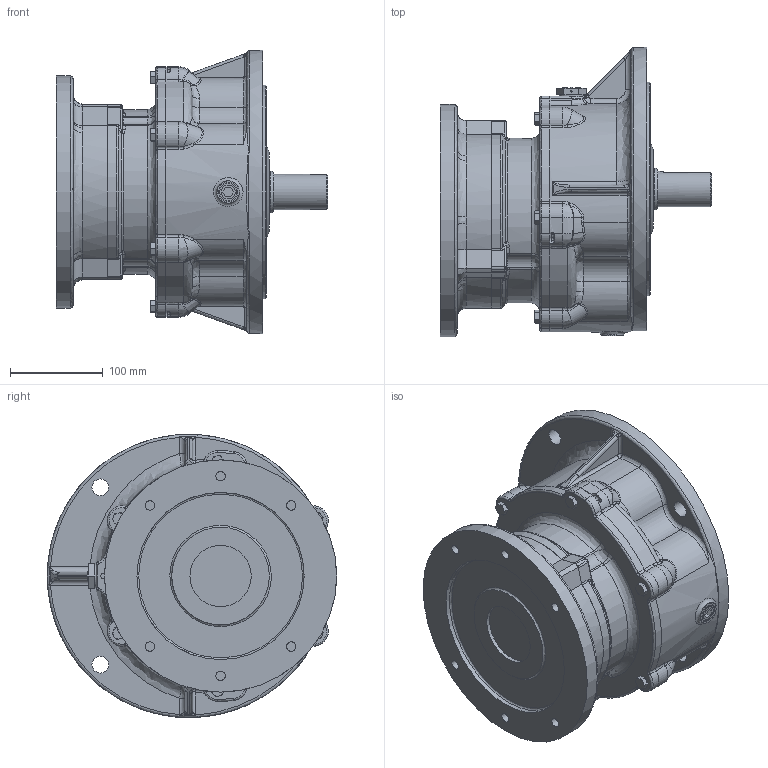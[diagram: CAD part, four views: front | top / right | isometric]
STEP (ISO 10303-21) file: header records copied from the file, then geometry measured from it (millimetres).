
FILE_DESCRIPTION (( 'STEP AP214' ), '1' );
FILE_NAME ('FN_FVI_2.2_R5.stp', '2022-06-23T00:23:28', ( 'Windows 餌辨濠' ), ( '' ), 'SwSTEP 2.0', 'SolidWorks 2021', '' );
FILE_SCHEMA (( 'AUTOMOTIVE_DESIGN' ));
Length unit declared in the file: millimetre
Products named in the file (1): FN_FVI_2.2_R5
Bounding box: 292 x 311.5 x 305 mm (x, y, z)
Volume: 8985042.2 mm3; surface area: 589001.3 mm2
Topology: 13 solids, 13 shells, 814 faces, 1934 edges, 1155 vertices
Faces by surface type: bspline 349, cylinder 213, plane 174, cone 78
Full cylindrical faces by diameter (mm): 1.5 x1, 6 x1, 6.647 x6, 6.8 x3, 8 x6, 9 x9, 10.2 x6, 11.6 x6, 14.95 x2, 18 x5, 26 x1, 38 x1, 45 x1, 49.8 x1, 64 x1, 66 x1, 68 x2, 180 x1, 218 x1, 227 x1, 230 x1, 232 x1, 250 x1, 305 x1
Entity records: 42916 total; most frequent: CARTESIAN_POINT 26310, ORIENTED_EDGE 3512, DIRECTION 2817, EDGE_CURVE 1756, AXIS2_PLACEMENT_3D 1192, VERTEX_POINT 1119, EDGE_LOOP 1009, FACE_OUTER_BOUND 894
